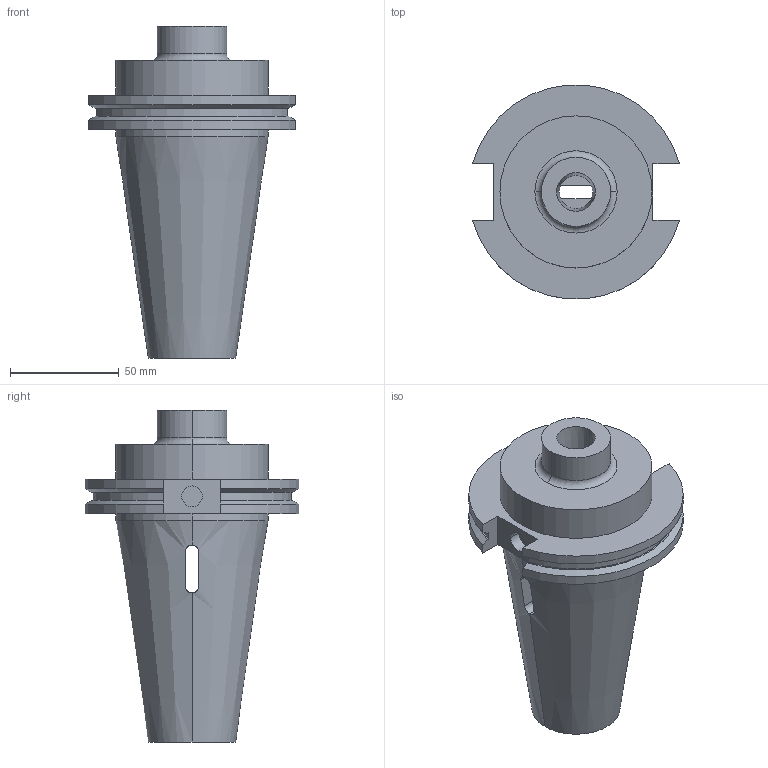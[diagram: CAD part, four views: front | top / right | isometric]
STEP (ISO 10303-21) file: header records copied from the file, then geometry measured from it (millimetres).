
FILE_DESCRIPTION (( 'STEP AP203' ), '1' );
FILE_NAME ('STP-22623.STEP', '2018-04-18T08:51:32', ( 'user' ), ( '' ), 'SwSTEP 2.0', 'SolidWorks 2015', '' );
FILE_SCHEMA (( 'CONFIG_CONTROL_DESIGN' ));
Length unit declared in the file: millimetre
Products named in the file (1): STP-22623
Bounding box: 94.95 x 98.05 x 152.4 mm (x, y, z)
Volume: 384126.2 mm3; surface area: 52536.7 mm2
Topology: 1 solids, 1 shells, 66 faces, 172 edges, 110 vertices
Faces by surface type: cylinder 28, plane 22, cone 14, torus 2
Entity records: 2395 total; most frequent: CARTESIAN_POINT 699, ORIENTED_EDGE 344, DIRECTION 332, EDGE_CURVE 172, AXIS2_PLACEMENT_3D 127, VERTEX_POINT 110, VECTOR 78, LINE 78
